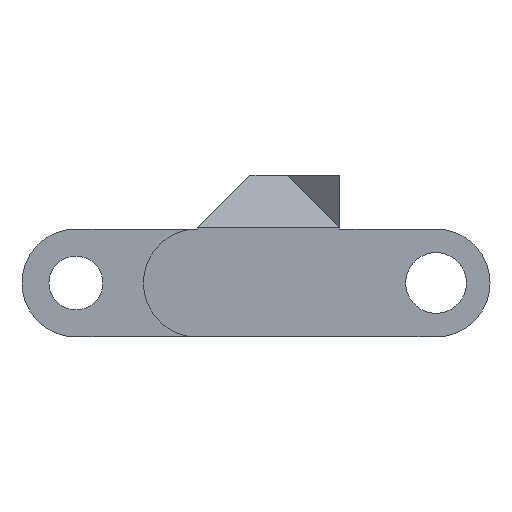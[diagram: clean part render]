
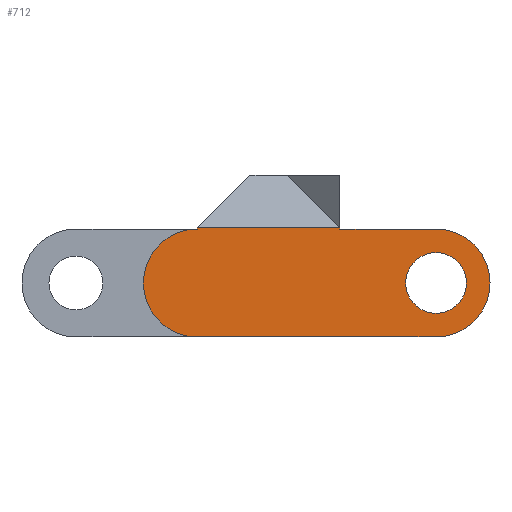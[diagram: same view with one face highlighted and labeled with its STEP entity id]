
A CAD part, left-side view. The second image highlights one B-rep face of the part: STEP entity #712.
In plain terms, the highlighted planar face has unit normal (-1, 0, 0).
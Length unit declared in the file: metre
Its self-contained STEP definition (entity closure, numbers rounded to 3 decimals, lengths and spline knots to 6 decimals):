
#14=CIRCLE('',#761,0.001125);
#18=CIRCLE('',#771,0.002);
#19=CIRCLE('',#772,0.002);
#99=ORIENTED_EDGE('',*,*,#269,.T.);
#100=ORIENTED_EDGE('',*,*,#277,.F.);
#101=ORIENTED_EDGE('',*,*,#285,.T.);
#102=ORIENTED_EDGE('',*,*,#286,.F.);
#103=ORIENTED_EDGE('',*,*,#287,.F.);
#104=ORIENTED_EDGE('',*,*,#288,.F.);
#105=ORIENTED_EDGE('',*,*,#289,.T.);
#106=ORIENTED_EDGE('',*,*,#282,.T.);
#269=EDGE_CURVE('',#362,#362,#14,.T.);
#277=EDGE_CURVE('',#370,#369,#437,.T.);
#282=EDGE_CURVE('',#372,#369,#442,.T.);
#285=EDGE_CURVE('',#370,#374,#445,.T.);
#286=EDGE_CURVE('',#375,#374,#18,.T.);
#287=EDGE_CURVE('',#376,#375,#446,.T.);
#288=EDGE_CURVE('',#377,#376,#19,.T.);
#289=EDGE_CURVE('',#377,#372,#447,.T.);
#362=VERTEX_POINT('',#1071);
#369=VERTEX_POINT('',#1086);
#370=VERTEX_POINT('',#1090);
#372=VERTEX_POINT('',#1099);
#374=VERTEX_POINT('',#1105);
#375=VERTEX_POINT('',#1107);
#376=VERTEX_POINT('',#1109);
#377=VERTEX_POINT('',#1111);
#437=LINE('',#1089,#521);
#442=LINE('',#1098,#526);
#445=LINE('',#1104,#529);
#446=LINE('',#1108,#530);
#447=LINE('',#1112,#531);
#521=VECTOR('',#879,1.);
#526=VECTOR('',#888,1.);
#529=VECTOR('',#893,1.);
#530=VECTOR('',#896,1.);
#531=VECTOR('',#899,1.);
#588=EDGE_LOOP('',(#99));
#589=EDGE_LOOP('',(#100,#101,#102,#103,#104,#105,#106));
#636=FACE_BOUND('',#588,.T.);
#637=FACE_BOUND('',#589,.T.);
#678=PLANE('',#770);
#712=ADVANCED_FACE('',(#636,#637),#678,.T.);
#761=AXIS2_PLACEMENT_3D('',#1070,#861,#862);
#770=AXIS2_PLACEMENT_3D('',#1103,#891,#892);
#771=AXIS2_PLACEMENT_3D('',#1106,#894,#895);
#772=AXIS2_PLACEMENT_3D('',#1110,#897,#898);
#861=DIRECTION('',(1.,0.,0.));
#862=DIRECTION('',(0.,0.,-1.));
#879=DIRECTION('',(0.,-1.,0.));
#888=DIRECTION('',(0.,0.,1.));
#891=DIRECTION('',(-1.,0.,0.));
#892=DIRECTION('',(0.,0.,1.));
#893=DIRECTION('',(0.,0.,-1.));
#894=DIRECTION('',(1.,0.,0.));
#895=DIRECTION('',(0.,0.,1.));
#896=DIRECTION('',(0.,1.,0.));
#897=DIRECTION('',(1.,0.,0.));
#898=DIRECTION('',(0.,0.,1.));
#899=DIRECTION('',(0.,1.,0.));
#1070=CARTESIAN_POINT('',(-0.008,-0.00635,0.002));
#1071=CARTESIAN_POINT('',(-0.008,-0.00635,0.000875));
#1086=CARTESIAN_POINT('',(-0.008,-0.002789,0.00405));
#1089=CARTESIAN_POINT('',(-0.008,-0.001035,0.00405));
#1090=CARTESIAN_POINT('',(-0.008,0.0025,0.00405));
#1098=CARTESIAN_POINT('',(-0.008,-0.002789,0.004));
#1099=CARTESIAN_POINT('',(-0.008,-0.002789,0.004));
#1103=CARTESIAN_POINT('',(-0.008,-0.001925,0.));
#1104=CARTESIAN_POINT('',(-0.008,0.0025,0.006));
#1105=CARTESIAN_POINT('',(-0.008,0.0025,0.004));
#1106=CARTESIAN_POINT('',(-0.008,0.0025,0.002));
#1107=CARTESIAN_POINT('',(-0.008,0.0025,0.));
#1108=CARTESIAN_POINT('',(-0.008,-0.00835,0.));
#1109=CARTESIAN_POINT('',(-0.008,-0.00635,0.));
#1110=CARTESIAN_POINT('',(-0.008,-0.00635,0.002));
#1111=CARTESIAN_POINT('',(-0.008,-0.00635,0.004));
#1112=CARTESIAN_POINT('',(-0.008,-0.00835,0.004));
